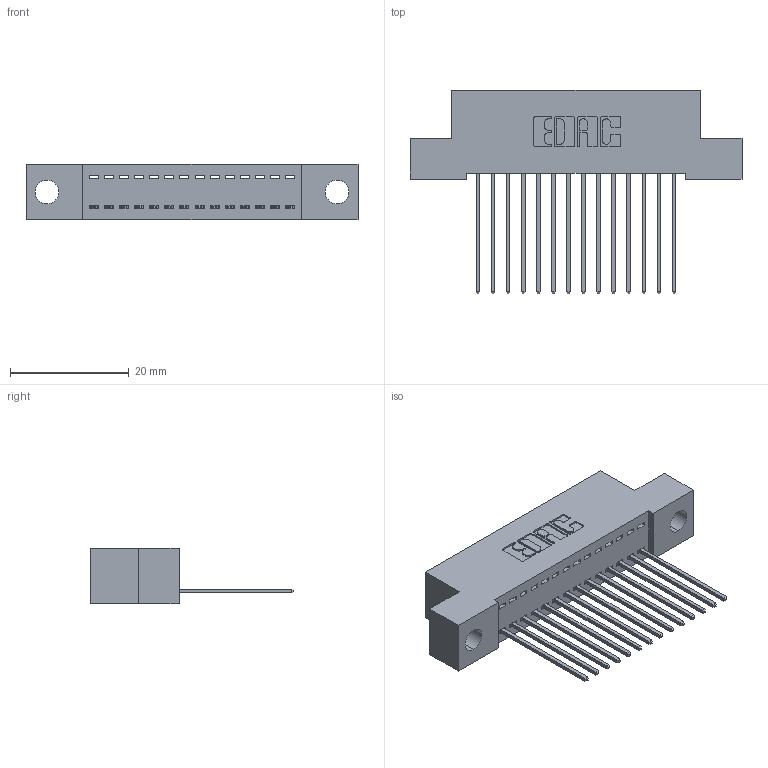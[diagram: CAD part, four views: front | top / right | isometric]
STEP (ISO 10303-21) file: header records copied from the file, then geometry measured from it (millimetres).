
FILE_DESCRIPTION (( 'STEP AP203' ), '1' );
FILE_NAME ('342-014-541-104.STEP', '2019-10-01T16:39:23', ( '' ), ( '' ), 'SwSTEP 2.0', 'SolidWorks 2016', '' );
FILE_SCHEMA (( 'CONFIG_CONTROL_DESIGN' ));
Length unit declared in the file: inch
Products named in the file (3): 342 Part_.156 TH; 345-292-001_345-293-141; 342-014-541-104
Assembly tree (15 placements, depth 2):
  342-014-541-104
    342 Part_.156 TH
    345-292-001_345-293-141  x14
Bounding box: 55.88 x 34.3 x 9.4 mm (x, y, z)
Volume: 4755.6 mm3; surface area: 6542.1 mm2
Topology: 15 solids, 15 shells, 922 faces, 2763 edges, 1822 vertices
Faces by surface type: plane 654, cylinder 268
Entity records: 12069 total; most frequent: CARTESIAN_POINT 2092, ORIENTED_EDGE 2042, DIRECTION 1821, EDGE_CURVE 1021, LINE 893, VECTOR 893, VERTEX_POINT 678, AXIS2_PLACEMENT_3D 464
